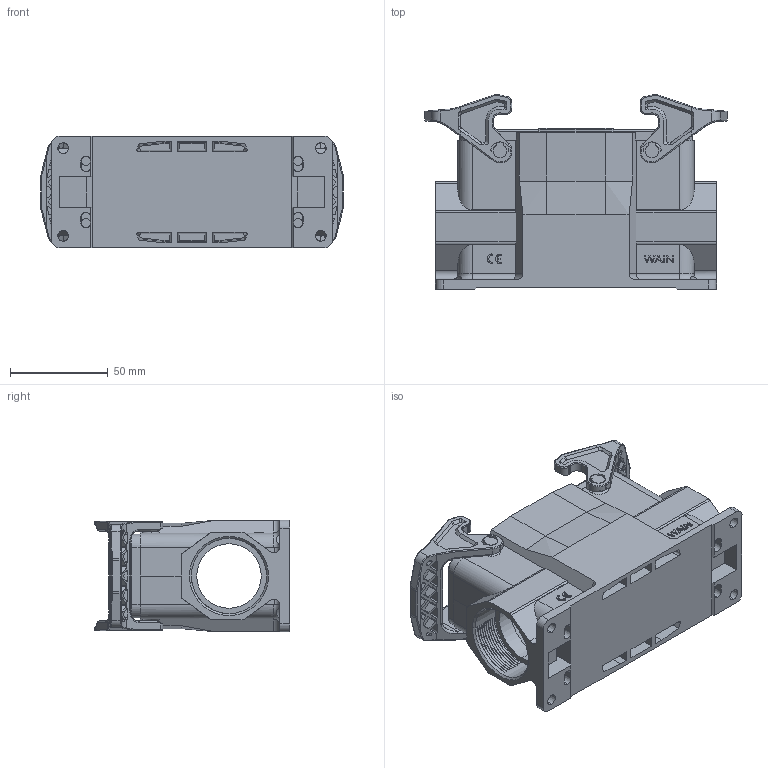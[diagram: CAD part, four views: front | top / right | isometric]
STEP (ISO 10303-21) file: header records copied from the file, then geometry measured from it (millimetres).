
FILE_DESCRIPTION((''),'2;1');
FILE_NAME('ASM0018_SW0001','2023-12-29T',('yp.zhu'),(''),'PRO/ENGINEER BY PARAMETRIC TECHNOLOGY CORPORATION, 2012480','PRO/ENGINEER BY PARAMETRIC TECHNOLOGY CORPORATION, 2012480','');
FILE_SCHEMA(('CONFIG_CONTROL_DESIGN'));
Length unit declared in the file: inch
Products named in the file (1): ASM0018_SW0001
Bounding box: 155 x 99.91 x 57 mm (x, y, z)
Volume: 189457.5 mm3; surface area: 104324.4 mm2
Topology: 3 solids, 3 shells, 1340 faces, 3883 edges, 2587 vertices
Faces by surface type: plane 633, cylinder 421, bspline 104, torus 82, cone 62, extrusion 30, sphere 8
Entity records: 49953 total; most frequent: CARTESIAN_POINT 16429, ORIENTED_EDGE 7734, DIRECTION 5940, EDGE_CURVE 3867, VERTEX_POINT 2587, VECTOR 2090, LINE 2060, AXIS2_PLACEMENT_3D 1925
